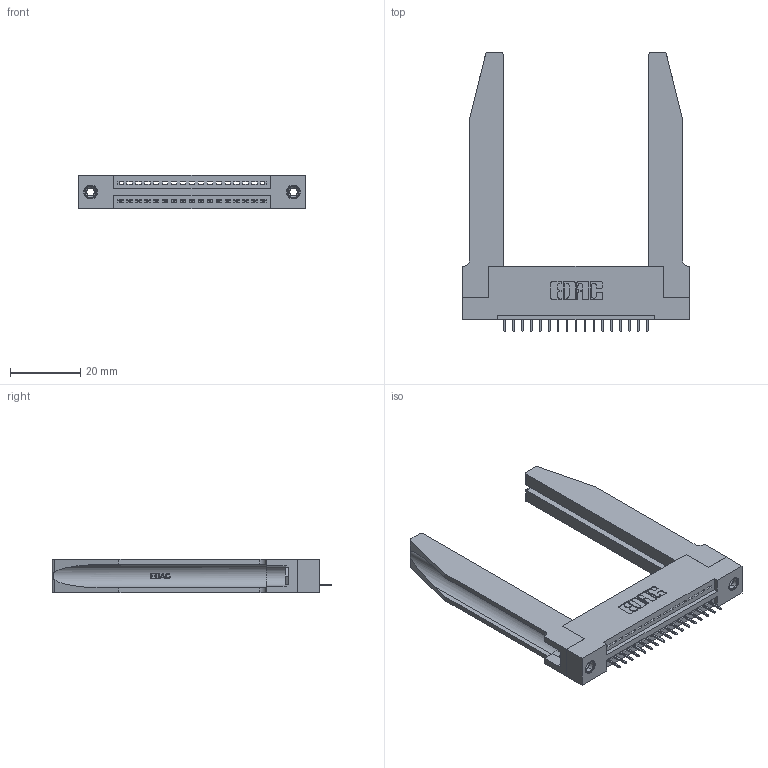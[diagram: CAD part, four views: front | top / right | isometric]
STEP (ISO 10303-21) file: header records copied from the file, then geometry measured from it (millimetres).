
FILE_DESCRIPTION (( 'STEP AP203' ), '1' );
FILE_NAME ('395-017-525-178.STEP', '2020-09-23T10:15:15', ( '' ), ( '' ), 'SwSTEP 2.0', 'SolidWorks 2020', '' );
FILE_SCHEMA (( 'CONFIG_CONTROL_DESIGN' ));
Length unit declared in the file: inch
Products named in the file (5): 345-220-078_345-220-078; 395-017-525-178; 345-250-001_345-250-001-102; 345-292-001_345-293-125; 345 Part_Flush Mounting Lugs - 0.156 Dia-TH
Assembly tree (22 placements, depth 2):
  395-017-525-178
    345 Part_Flush Mounting Lugs - 0.156 Dia-TH
    345-292-001_345-293-125  x17
    345-250-001_345-250-001-102  x2
    345-220-078_345-220-078  x2
Bounding box: 64.41 x 79.68 x 9.4 mm (x, y, z)
Volume: 13614.4 mm3; surface area: 14040.4 mm2
Topology: 22 solids, 22 shells, 1414 faces, 4009 edges, 2594 vertices
Faces by surface type: plane 1004, cylinder 358, bspline 36, cone 12, torus 4
Entity records: 20974 total; most frequent: CARTESIAN_POINT 4530, ORIENTED_EDGE 3378, DIRECTION 3001, EDGE_CURVE 1689, VECTOR 1399, LINE 1399, VERTEX_POINT 1116, AXIS2_PLACEMENT_3D 801
